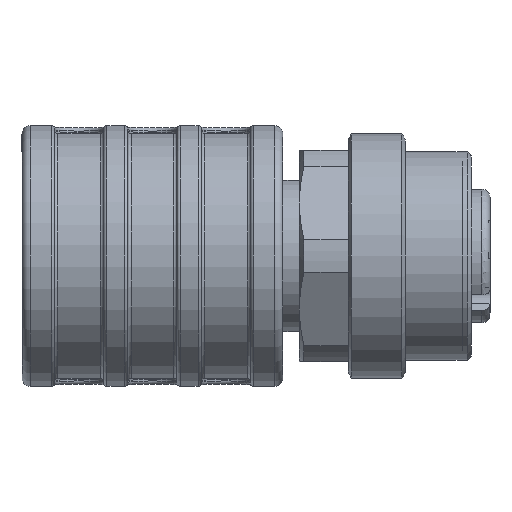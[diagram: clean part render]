
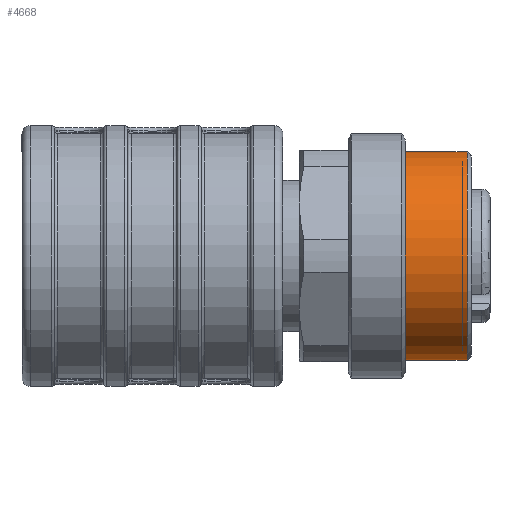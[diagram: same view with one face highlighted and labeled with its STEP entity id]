
A CAD part, left-side view. The second image highlights one B-rep face of the part: STEP entity #4668.
In plain terms, the highlighted cylindrical face has radius 6.4 mm (diameter 12.8 mm), a full revolution.
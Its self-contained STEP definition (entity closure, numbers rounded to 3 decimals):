
#4668=ADVANCED_FACE('',(#5529,#5530),#5403,.T.);
#5403=CYLINDRICAL_SURFACE('',#14812,6.4);
#5529=FACE_BOUND('',#5970,.T.);
#5530=FACE_BOUND('',#5971,.T.);
#5970=EDGE_LOOP('',(#7683));
#5971=EDGE_LOOP('',(#7684));
#7683=ORIENTED_EDGE('',*,*,#12506,.T.);
#7684=ORIENTED_EDGE('',*,*,#12507,.T.);
#11018=VERTEX_POINT('',#19294);
#11019=VERTEX_POINT('',#19297);
#12506=EDGE_CURVE('',#11018,#11018,#14244,.T.);
#12507=EDGE_CURVE('',#11019,#11019,#14245,.T.);
#14244=CIRCLE('',#14809,6.4);
#14245=CIRCLE('',#14811,6.4);
#14809=AXIS2_PLACEMENT_3D('',#19293,#16381,#16382);
#14811=AXIS2_PLACEMENT_3D('',#19296,#16385,#16386);
#14812=AXIS2_PLACEMENT_3D('',#19298,#16387,#16388);
#16381=DIRECTION('',(0.,1.,0.));
#16382=DIRECTION('',(1.,0.,0.));
#16385=DIRECTION('',(0.,-1.,0.));
#16386=DIRECTION('',(0.,0.,-1.));
#16387=DIRECTION('',(0.,-1.,0.));
#16388=DIRECTION('',(0.,0.,-1.));
#19293=CARTESIAN_POINT('',(37.901,-19.3,0.));
#19294=CARTESIAN_POINT('',(44.301,-19.3,0.));
#19296=CARTESIAN_POINT('',(37.901,-15.5,0.));
#19297=CARTESIAN_POINT('',(37.901,-15.5,-6.4));
#19298=CARTESIAN_POINT('',(37.901,-19.5,0.));
